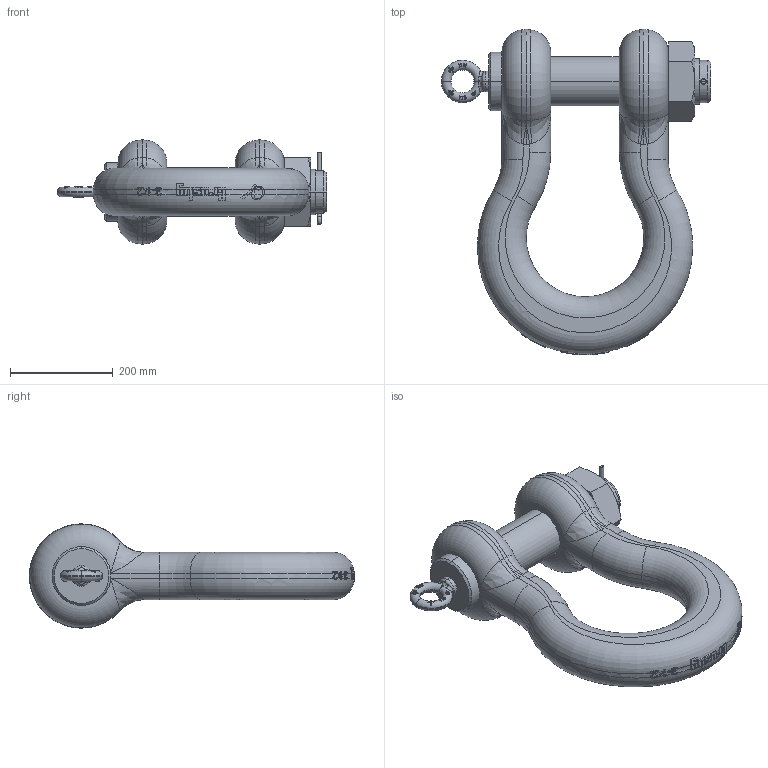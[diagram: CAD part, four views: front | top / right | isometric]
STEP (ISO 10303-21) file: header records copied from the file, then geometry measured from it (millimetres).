
FILE_DESCRIPTION((''),'2;1');
FILE_NAME('CROSBY_2140_3_50_1021218','2011-01-25T',('Alan Doughty'),('The Crosby Group LLC'),'PRO/ENGINEER BY PARAMETRIC TECHNOLOGY CORPORATION, 2010230','PRO/ENGINEER BY PARAMETRIC TECHNOLOGY CORPORATION, 2010230','');
FILE_SCHEMA(('CONFIG_CONTROL_DESIGN'));
Length unit declared in the file: inch
Products named in the file (1): CROSBY_2140_3_50_1021218
Bounding box: 524.13 x 633.47 x 203.18 mm (x, y, z)
Volume: 14700627.2 mm3; surface area: 737014 mm2
Topology: 3 solids, 3 shells, 598 faces, 1653 edges, 1087 vertices
Faces by surface type: plane 298, cylinder 128, torus 87, extrusion 35, bspline 28, cone 22
Entity records: 24135 total; most frequent: CARTESIAN_POINT 10311, ORIENTED_EDGE 3306, DIRECTION 2224, EDGE_CURVE 1653, VERTEX_POINT 1087, B_SPLINE_CURVE_WITH_KNOTS 876, AXIS2_PLACEMENT_3D 842, EDGE_LOOP 632
